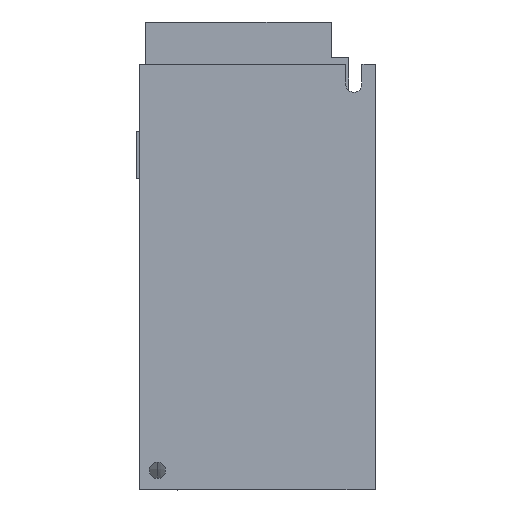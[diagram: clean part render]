
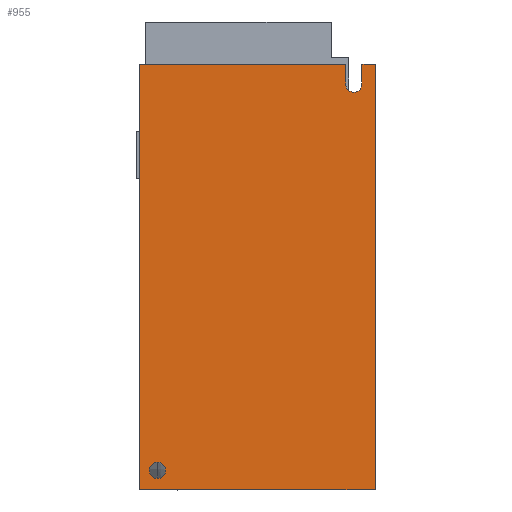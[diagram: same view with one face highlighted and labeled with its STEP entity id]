
A CAD part, front view. The second image highlights one B-rep face of the part: STEP entity #955.
In plain terms, the highlighted planar face has unit normal (0, -1, 0).
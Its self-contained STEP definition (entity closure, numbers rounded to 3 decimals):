
#955=ADVANCED_FACE('',(#3291,#3292),#3293,.T.);
#3291=FACE_OUTER_BOUND('',#6325,.T.);
#3292=FACE_BOUND('',#6326,.T.);
#3293=PLANE('',#6327);
#6325=EDGE_LOOP('',(#14161,#14162,#14163,#14164,#14165,#14166,#14167,#14168));
#6326=EDGE_LOOP('',(#14169,#14170));
#6327=AXIS2_PLACEMENT_3D('',#14171,#14172,#14173);
#14161=ORIENTED_EDGE('',*,*,#21840,.T.);
#14162=ORIENTED_EDGE('',*,*,#21841,.T.);
#14163=ORIENTED_EDGE('',*,*,#21842,.T.);
#14164=ORIENTED_EDGE('',*,*,#21779,.F.);
#14165=ORIENTED_EDGE('',*,*,#21791,.F.);
#14166=ORIENTED_EDGE('',*,*,#21836,.T.);
#14167=ORIENTED_EDGE('',*,*,#21839,.F.);
#14168=ORIENTED_EDGE('',*,*,#21843,.F.);
#14169=ORIENTED_EDGE('',*,*,#21844,.F.);
#14170=ORIENTED_EDGE('',*,*,#21845,.F.);
#14171=CARTESIAN_POINT('',(72.0,10.0,-130.0));
#14172=DIRECTION('',(0.0,-1.0,0.0));
#14173=DIRECTION('',(-1.0,0.0,0.0));
#21779=EDGE_CURVE('',#27031,#27032,#27033,.T.);
#21791=EDGE_CURVE('',#27054,#27031,#27056,.T.);
#21836=EDGE_CURVE('',#27054,#27131,#27132,.T.);
#21839=EDGE_CURVE('',#27134,#27131,#27136,.T.);
#21840=EDGE_CURVE('',#27137,#27138,#27139,.T.);
#21841=EDGE_CURVE('',#27138,#27140,#27141,.T.);
#21842=EDGE_CURVE('',#27140,#27032,#27142,.T.);
#21843=EDGE_CURVE('',#27137,#27134,#27143,.T.);
#21844=EDGE_CURVE('',#27144,#27145,#27146,.T.);
#21845=EDGE_CURVE('',#27145,#27144,#27147,.T.);
#27031=VERTEX_POINT('',#35359);
#27032=VERTEX_POINT('',#35360);
#27033=LINE('',#35361,#35362);
#27054=VERTEX_POINT('',#35393);
#27056=LINE('',#35396,#35397);
#27131=VERTEX_POINT('',#35511);
#27132=LINE('',#35512,#35513);
#27134=VERTEX_POINT('',#35516);
#27136=LINE('',#35519,#35520);
#27137=VERTEX_POINT('',#35521);
#27138=VERTEX_POINT('',#35522);
#27139=LINE('',#35523,#35524);
#27140=VERTEX_POINT('',#35525);
#27141=LINE('',#35526,#35527);
#27142=LINE('',#35528,#35529);
#27143=CIRCLE('',#35530,2.5);
#27144=VERTEX_POINT('',#35531);
#27145=VERTEX_POINT('',#35532);
#27146=CIRCLE('',#35533,2.5);
#27147=CIRCLE('',#35534,2.5);
#35359=CARTESIAN_POINT('',(72.0,10.0,-130.0));
#35360=CARTESIAN_POINT('',(0.0,10.0,-130.0));
#35361=CARTESIAN_POINT('',(72.0,10.0,-130.0));
#35362=VECTOR('',#42776,72.0);
#35393=CARTESIAN_POINT('',(72.0,10.0,0.0));
#35396=CARTESIAN_POINT('',(72.0,10.0,0.0));
#35397=VECTOR('',#42788,130.0);
#35511=CARTESIAN_POINT('',(68.0,10.0,0.0));
#35512=CARTESIAN_POINT('',(72.0,10.0,0.0));
#35513=VECTOR('',#42843,4.0);
#35516=CARTESIAN_POINT('',(68.0,10.0,-6.0));
#35519=CARTESIAN_POINT('',(68.0,10.0,-6.0));
#35520=VECTOR('',#42846,6.0);
#35521=CARTESIAN_POINT('',(63.0,10.0,-6.0));
#35522=CARTESIAN_POINT('',(63.0,10.0,0.0));
#35523=CARTESIAN_POINT('',(63.0,10.0,-6.0));
#35524=VECTOR('',#42847,6.0);
#35525=CARTESIAN_POINT('',(0.0,10.0,0.0));
#35526=CARTESIAN_POINT('',(63.0,10.0,0.0));
#35527=VECTOR('',#42848,63.0);
#35528=CARTESIAN_POINT('',(0.0,10.0,0.0));
#35529=VECTOR('',#42849,130.0);
#35530=AXIS2_PLACEMENT_3D('',#42850,#42851,#42852);
#35531=CARTESIAN_POINT('',(8.0,10.0,-124.0));
#35532=CARTESIAN_POINT('',(3.0,10.0,-124.0));
#35533=AXIS2_PLACEMENT_3D('',#42853,#42854,#42855);
#35534=AXIS2_PLACEMENT_3D('',#42856,#42857,#42858);
#42776=DIRECTION('',(-1.0,0.0,0.0));
#42788=DIRECTION('',(0.0,0.0,-1.0));
#42843=DIRECTION('',(-1.0,0.0,0.0));
#42846=DIRECTION('',(0.0,0.0,1.0));
#42847=DIRECTION('',(0.0,0.0,1.0));
#42848=DIRECTION('',(-1.0,0.0,0.0));
#42849=DIRECTION('',(0.0,0.0,-1.0));
#42850=CARTESIAN_POINT('',(65.5,10.0,-6.0));
#42851=DIRECTION('',(0.0,-1.0,0.0));
#42852=DIRECTION('',(-1.0,0.0,0.0));
#42853=CARTESIAN_POINT('',(5.5,10.0,-124.0));
#42854=DIRECTION('',(0.0,-1.0,0.0));
#42855=DIRECTION('',(1.0,0.0,0.0));
#42856=CARTESIAN_POINT('',(5.5,10.0,-124.0));
#42857=DIRECTION('',(0.0,-1.0,0.0));
#42858=DIRECTION('',(-1.0,0.0,0.0));
